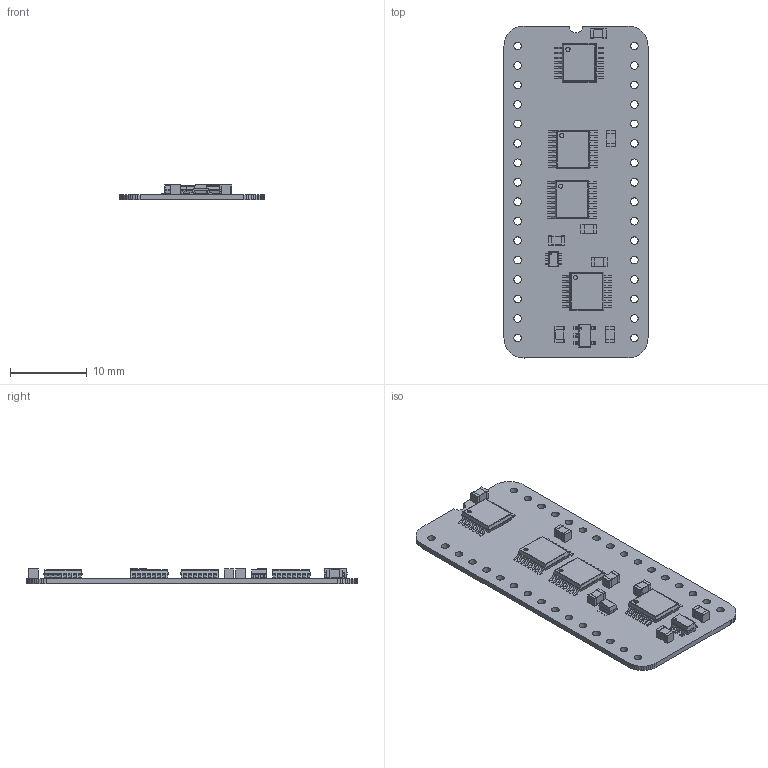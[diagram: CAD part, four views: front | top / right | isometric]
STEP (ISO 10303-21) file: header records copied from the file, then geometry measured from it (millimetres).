
FILE_DESCRIPTION(('KiCad electronic assembly'),'2;1');
FILE_NAME('Video Main Memory Select.step','2024-03-15T18:50:09',( 'Pcbnew'),('Kicad'),'Open CASCADE STEP processor 7.6', 'KiCad to STEP converter','Unknown');
FILE_SCHEMA(('AUTOMOTIVE_DESIGN { 1 0 10303 214 1 1 1 1 }'));
Length unit declared in the file: millimetre
Products named in the file (12): Video Main Memory Select 1; C_0805_2012Metric; SOLID; 74LVC74APW,118; COMPOUND; 74LVC2G04GW-Q100H; MC74VHC139DR2G; AP7365-33WG-7; Video Main Memory Select PCB
Assembly tree (19 placements, depth 3):
  Video Main Memory Select 1
    C_0805_2012Metric  x7
      SOLID
    74LVC74APW,118  x2
      COMPOUND
    74LVC2G04GW-Q100H
      COMPOUND
    MC74VHC139DR2G  x2
      COMPOUND
    AP7365-33WG-7
      COMPOUND
    Video Main Memory Select PCB
Bounding box: 18.8 x 43.33 x 2.03 mm (x, y, z)
Volume: 647.1 mm3; surface area: 2137.6 mm2
Topology: 85 solids, 85 shells, 1369 faces, 3441 edges, 2262 vertices
Faces by surface type: plane 986, cylinder 383
Full cylindrical faces by diameter (mm): 0.156 x1, 0.2 x1, 0.55 x4, 1 x32
Entity records: 49246 total; most frequent: CARTESIAN_POINT 9534, DIRECTION 7444, LINE 4987, VECTOR 4987, ORIENTED_EDGE 3850, PCURVE 3850, DEFINITIONAL_REPRESENTATION 3850, EDGE_CURVE 1925
